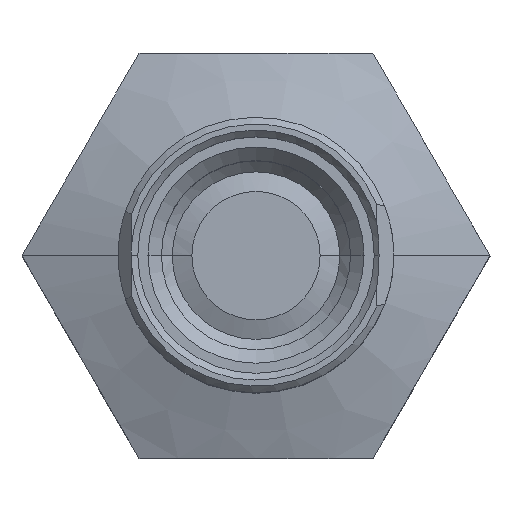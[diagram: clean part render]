
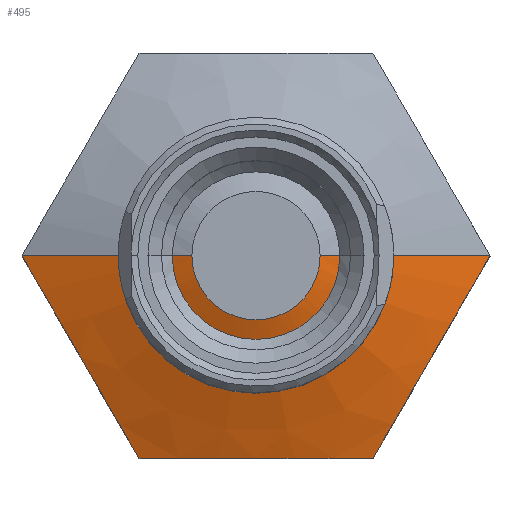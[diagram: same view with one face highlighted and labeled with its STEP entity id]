
A CAD part, top view. The second image highlights one B-rep face of the part: STEP entity #495.
In plain terms, the highlighted conical face has half-angle 70 degrees and reference radius 17.32 mm.
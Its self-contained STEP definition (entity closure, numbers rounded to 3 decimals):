
#11 = CARTESIAN_POINT ( 'NONE',  ( 9.149, -19.802, 82.686 ) ) ;
#60 = CARTESIAN_POINT ( 'NONE',  ( -13.951, -7.302, 82.901 ) ) ;
#68 = CARTESIAN_POINT ( 'NONE',  ( 11.308, -18.552, 82.687 ) ) ;
#69 = ORIENTED_EDGE ( 'NONE', *, *, #484, .T. ) ;
#107 = CARTESIAN_POINT ( 'NONE',  ( 10.586, -19.802, 82.425 ) ) ;
#125 = DIRECTION ( 'NONE',  ( -1., 0., 0. ) ) ;
#180 = CARTESIAN_POINT ( 'NONE',  ( -6.734, -19.802, 82.425 ) ) ;
#203 = ORIENTED_EDGE ( 'NONE', *, *, #1470, .T. ) ;
#235 = VERTEX_POINT ( 'NONE', #1219 ) ;
#240 = DIRECTION ( 'NONE',  ( 0., 0., -1. ) ) ;
#266 = CARTESIAN_POINT ( 'NONE',  ( 3.385, -19.802, 83.269 ) ) ;
#341 = AXIS2_PLACEMENT_3D ( 'NONE', #1622, #240, #572 ) ;
#345 = CARTESIAN_POINT ( 'NONE',  ( -8.178, -17.302, 82.901 ) ) ;
#346 = CARTESIAN_POINT ( 'NONE',  ( 17.803, -7.302, 82.901 ) ) ;
#347 = EDGE_CURVE ( 'NONE', #1394, #1404, #1442, .T. ) ;
#385 = DIRECTION ( 'NONE',  ( 0.94, 0., -0.342 ) ) ;
#422 = VERTEX_POINT ( 'NONE', #107 ) ;
#429 = B_SPLINE_CURVE_WITH_KNOTS ( 'NONE', 3,
 ( #1862, #1102, #1646, #944, #596, #266, #1711, #1346, #11, #1245 ),
 .UNSPECIFIED., .F., .F.,
 ( 4, 2, 2, 2, 4 ),
 ( 0.014, 0.019, 0.023, 0.027, 0.032 ),
 .UNSPECIFIED. ) ;
#453 = B_SPLINE_CURVE_WITH_KNOTS ( 'NONE', 3,
 ( #1721, #68, #1140, #972, #1300, #821, #346, #1575, #511 ),
 .UNSPECIFIED., .F., .F.,
 ( 4, 2, 1, 2, 4 ),
 ( 0., 0.004, 0.009, 0.013, 0.017 ),
 .UNSPECIFIED. ) ;
#480 = CARTESIAN_POINT ( 'NONE',  ( -15.394, -4.802, 82.425 ) ) ;
#484 = EDGE_CURVE ( 'NONE', #235, #1394, #876, .T. ) ;
#488 = CARTESIAN_POINT ( 'NONE',  ( -11.064, -12.302, 83.347 ) ) ;
#495 = ADVANCED_FACE ( 'NONE', ( #1933 ), #1531, .T. ) ;
#511 = CARTESIAN_POINT ( 'NONE',  ( 19.247, -4.802, 82.425 ) ) ;
#572 = DIRECTION ( 'NONE',  ( -1., 0., 0. ) ) ;
#596 = CARTESIAN_POINT ( 'NONE',  ( 0.496, -19.802, 83.27 ) ) ;
#678 = CARTESIAN_POINT ( 'NONE',  ( -15.394, -4.802, 82.425 ) ) ;
#700 = AXIS2_PLACEMENT_3D ( 'NONE', #759, #1809, #125 ) ;
#719 = DIRECTION ( 'NONE',  ( -0.94, 0., -0.342 ) ) ;
#730 = ORIENTED_EDGE ( 'NONE', *, *, #347, .T. ) ;
#740 = ORIENTED_EDGE ( 'NONE', *, *, #1540, .T. ) ;
#759 = CARTESIAN_POINT ( 'NONE',  ( 1.926, -4.802, 87. ) ) ;
#821 = CARTESIAN_POINT ( 'NONE',  ( 16.36, -9.802, 83.192 ) ) ;
#876 = LINE ( 'NONE', #1485, #1372 ) ;
#877 = CARTESIAN_POINT ( 'NONE',  ( 19.247, -4.802, 82.425 ) ) ;
#942 = EDGE_CURVE ( 'NONE', #1609, #235, #1882, .T. ) ;
#944 = CARTESIAN_POINT ( 'NONE',  ( -0.95, -19.802, 83.193 ) ) ;
#972 = CARTESIAN_POINT ( 'NONE',  ( 13.473, -14.802, 83.192 ) ) ;
#993 = CARTESIAN_POINT ( 'NONE',  ( -12.508, -9.802, 83.192 ) ) ;
#1027 = CARTESIAN_POINT ( 'NONE',  ( 19.247, -4.802, 82.425 ) ) ;
#1037 = LINE ( 'NONE', #1027, #1049 ) ;
#1049 = VECTOR ( 'NONE', #385, 1000. ) ;
#1101 = CARTESIAN_POINT ( 'NONE',  ( -9.621, -14.802, 83.192 ) ) ;
#1102 = CARTESIAN_POINT ( 'NONE',  ( -5.299, -19.802, 82.686 ) ) ;
#1113 = ORIENTED_EDGE ( 'NONE', *, *, #1616, .F. ) ;
#1140 = CARTESIAN_POINT ( 'NONE',  ( 12.03, -17.302, 82.901 ) ) ;
#1219 = CARTESIAN_POINT ( 'NONE',  ( -2.824, -4.802, 87. ) ) ;
#1245 = CARTESIAN_POINT ( 'NONE',  ( 10.586, -19.802, 82.425 ) ) ;
#1300 = CARTESIAN_POINT ( 'NONE',  ( 14.917, -12.302, 83.347 ) ) ;
#1339 = ORIENTED_EDGE ( 'NONE', *, *, #942, .T. ) ;
#1346 = CARTESIAN_POINT ( 'NONE',  ( 7.71, -19.802, 82.899 ) ) ;
#1372 = VECTOR ( 'NONE', #719, 1000. ) ;
#1391 = CARTESIAN_POINT ( 'NONE',  ( -6.734, -19.802, 82.425 ) ) ;
#1394 = VERTEX_POINT ( 'NONE', #480 ) ;
#1404 = VERTEX_POINT ( 'NONE', #1391 ) ;
#1442 = B_SPLINE_CURVE_WITH_KNOTS ( 'NONE', 3,
 ( #678, #1897, #60, #993, #488, #1101, #345, #1601, #180 ),
 .UNSPECIFIED., .F., .F.,
 ( 4, 2, 1, 2, 4 ),
 ( 0., 0.004, 0.009, 0.013, 0.017 ),
 .UNSPECIFIED. ) ;
#1470 = EDGE_CURVE ( 'NONE', #1404, #422, #429, .T. ) ;
#1485 = CARTESIAN_POINT ( 'NONE',  ( -15.394, -4.802, 82.425 ) ) ;
#1531 = CONICAL_SURFACE ( 'NONE', #341, 17.321, 1.222 ) ;
#1540 = EDGE_CURVE ( 'NONE', #422, #1697, #453, .T. ) ;
#1575 = CARTESIAN_POINT ( 'NONE',  ( 18.525, -6.052, 82.687 ) ) ;
#1601 = CARTESIAN_POINT ( 'NONE',  ( -7.456, -18.552, 82.687 ) ) ;
#1609 = VERTEX_POINT ( 'NONE', #1934 ) ;
#1616 = EDGE_CURVE ( 'NONE', #1609, #1697, #1037, .T. ) ;
#1622 = CARTESIAN_POINT ( 'NONE',  ( 1.926, -4.802, 82.425 ) ) ;
#1638 = EDGE_LOOP ( 'NONE', ( #1113, #1339, #69, #730, #203, #740 ) ) ;
#1646 = CARTESIAN_POINT ( 'NONE',  ( -3.847, -19.802, 82.901 ) ) ;
#1697 = VERTEX_POINT ( 'NONE', #877 ) ;
#1711 = CARTESIAN_POINT ( 'NONE',  ( 4.828, -19.802, 83.191 ) ) ;
#1721 = CARTESIAN_POINT ( 'NONE',  ( 10.586, -19.802, 82.425 ) ) ;
#1809 = DIRECTION ( 'NONE',  ( 0., 0., -1. ) ) ;
#1862 = CARTESIAN_POINT ( 'NONE',  ( -6.734, -19.802, 82.425 ) ) ;
#1882 = CIRCLE ( 'NONE', #700, 4.75 ) ;
#1897 = CARTESIAN_POINT ( 'NONE',  ( -14.673, -6.052, 82.687 ) ) ;
#1933 = FACE_OUTER_BOUND ( 'NONE', #1638, .T. ) ;
#1934 = CARTESIAN_POINT ( 'NONE',  ( 6.676, -4.802, 87. ) ) ;
